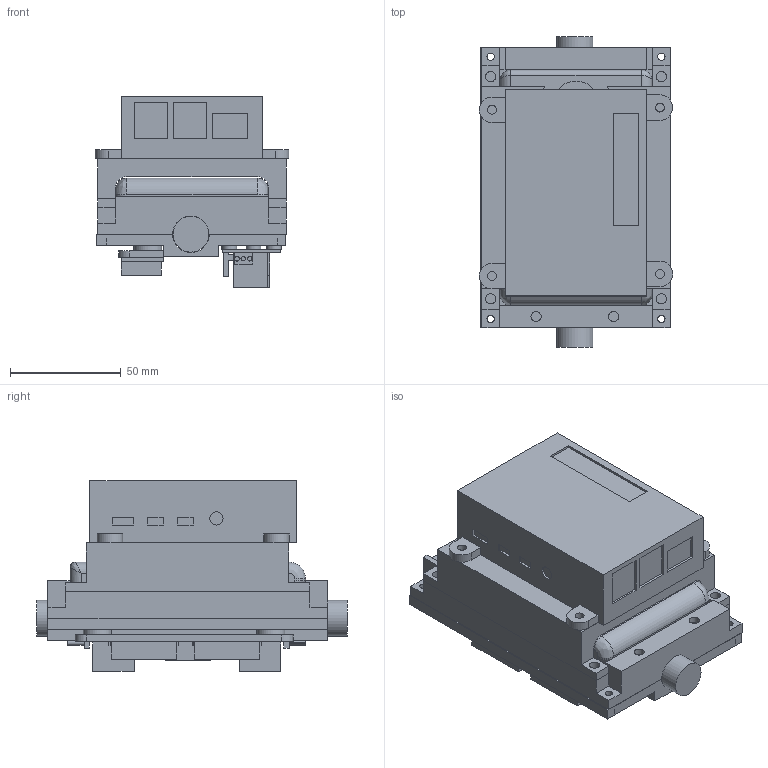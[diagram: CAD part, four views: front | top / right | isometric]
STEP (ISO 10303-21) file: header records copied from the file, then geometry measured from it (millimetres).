
FILE_DESCRIPTION(/* description */ ('','CAx-IF Rec.Pracs.---Representation and Presentation of Product Manufacturing Information (PMI)---4.0---2014-10-13'),/* implementation_level */ '2;1');
FILE_NAME(/* name */ 'ElectronicsHolder.step',/* time_stamp */ '2025-04-05T02:02:44-04:00',/* author */ (''),/* organization */ (''),/* preprocessor_version */ 'ST-DEVELOPER v20',/* originating_system */ 'Autodesk Translation Framework v13.20.0.188',/* authorisation */ '');
FILE_SCHEMA (('AP242_MANAGED_MODEL_BASED_3D_ENGINEERING_MIM_LF { 1 0 10303 442 1 1 4 }'));
Length unit declared in the file: millimetre
Products named in the file (11): Cane Stem Holder; Cane Stem; TopHolder; Power Bank; TopClamp; Gyro Sensor; BottomHolder; Rpi0Holder; Relay; Raspberry Pi; Wago5
Assembly tree (12 placements, depth 2):
  Cane Stem Holder
    Cane Stem
    TopHolder
    Power Bank
    TopClamp
    Gyro Sensor
    BottomHolder
    Rpi0Holder
    Relay  x2
    Raspberry Pi
    Wago5  x2
Bounding box: 87.2 x 140 x 85.94 mm (x, y, z)
Volume: 569214.5 mm3; surface area: 147310.1 mm2
Topology: 12 solids, 12 shells, 403 faces, 927 edges, 604 vertices
Faces by surface type: plane 289, cylinder 96, cone 10, bspline 8
Full cylindrical faces by diameter (mm): 2 x4, 3 x10, 3.3 x8, 4 x4, 4.6 x28, 6 x1, 6.6 x10, 8.6 x2, 12.6 x2, 16.2 x1, 20 x1
Entity records: 10897 total; most frequent: CARTESIAN_POINT 1942, DIRECTION 1805, ORIENTED_EDGE 1690, EDGE_CURVE 845, LINE 653, VECTOR 653, AXIS2_PLACEMENT_3D 576, VERTEX_POINT 552
